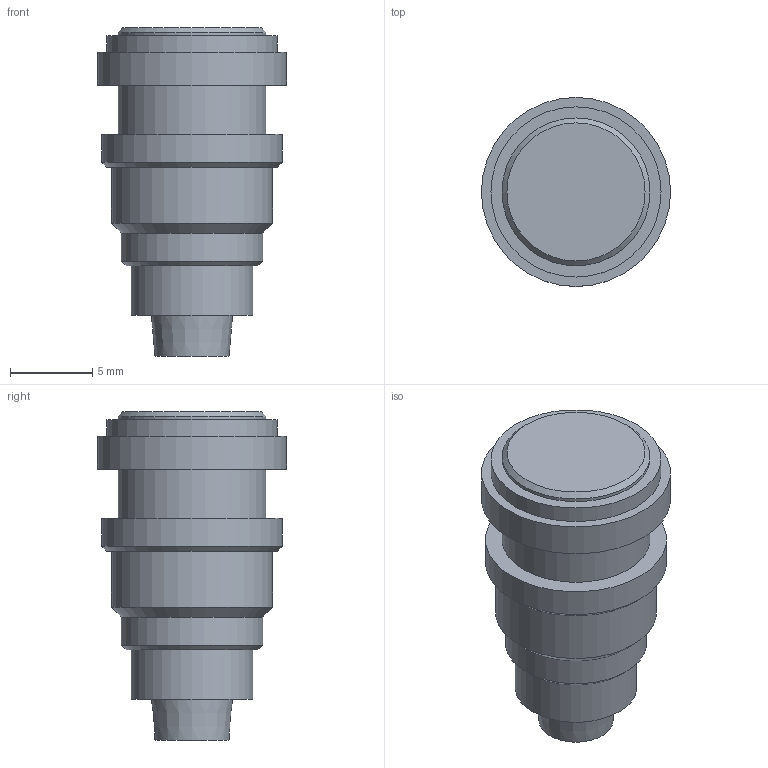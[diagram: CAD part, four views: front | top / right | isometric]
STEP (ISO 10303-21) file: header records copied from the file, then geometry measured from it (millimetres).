
FILE_DESCRIPTION(/* description */ (''),/* implementation_level */ '2;1');
FILE_NAME(/* name */ 'ODU MiniSnap F Buchse - 0.stp',/* time_stamp */ '2019-01-05T19:35:52+01:00',/* author */ (''),/* organization */ (''),/* preprocessor_version */ 'ST-DEVELOPER v16',/* originating_system */ 'SIEMENS PLM Software NX 11.0',/* authorisation */ '');
FILE_SCHEMA (('AUTOMOTIVE_DESIGN { 1 0 10303 214 3 1 1 1 }'));
Length unit declared in the file: millimetre
Products named in the file (1): ODU MiniSnap F Buchse - 0
Bounding box: 11.5 x 11.5 x 20 mm (x, y, z)
Volume: 1286 mm3; surface area: 796.9 mm2
Topology: 1 solids, 1 shells, 22 faces, 34 edges, 21 vertices
Faces by surface type: plane 9, cylinder 8, cone 5
Full cylindrical faces by diameter (mm): 7.4 x1, 8.6 x1, 9 x2, 9.8 x1, 10.35 x1, 11 x1, 11.5 x1
Entity records: 470 total; most frequent: DIRECTION 90, CARTESIAN_POINT 66, AXIS2_PLACEMENT_3D 45, EDGE_LOOP 42, ORIENTED_EDGE 42, FACE_BOUND 40, ADVANCED_FACE 22, VERTEX_POINT 21
